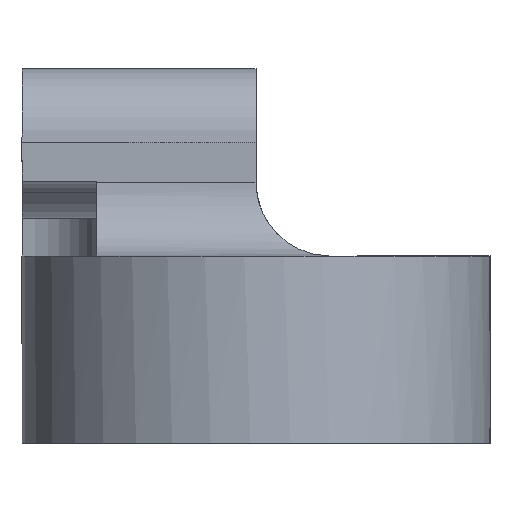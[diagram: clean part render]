
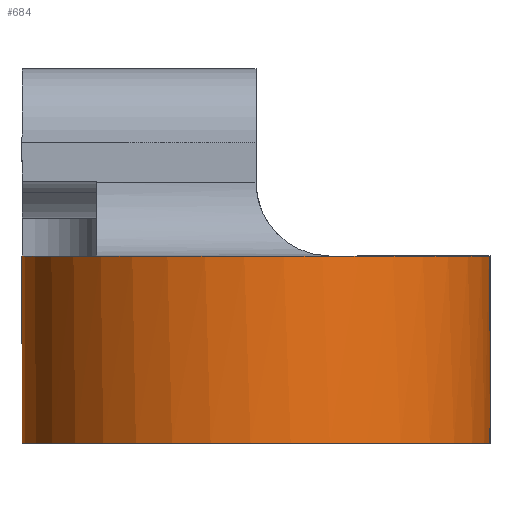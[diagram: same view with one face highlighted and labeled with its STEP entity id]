
A CAD part, front view. The second image highlights one B-rep face of the part: STEP entity #684.
In plain terms, the highlighted cylindrical face has radius 3.175 mm (diameter 6.35 mm), a partial arc.
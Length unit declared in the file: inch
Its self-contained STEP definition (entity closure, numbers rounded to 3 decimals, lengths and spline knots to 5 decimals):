
#3 = CARTESIAN_POINT ( 'NONE',  ( 0., 0., 0. ) ) ;
#41 = DIRECTION ( 'NONE',  ( 0., 0., 1. ) ) ;
#44 = CARTESIAN_POINT ( 'NONE',  ( 0., 0., 0.1 ) ) ;
#92 = CIRCLE ( 'NONE', #369, 0.125 ) ;
#133 = VECTOR ( 'NONE', #41, 39.37008 ) ;
#150 = LINE ( 'NONE', #477, #133 ) ;
#176 = CARTESIAN_POINT ( 'NONE',  ( 0., 0., 0.2 ) ) ;
#192 = AXIS2_PLACEMENT_3D ( 'NONE', #44, #858, #846 ) ;
#194 = CARTESIAN_POINT ( 'NONE',  ( 0.03937, 0.11864, 0.1 ) ) ;
#210 = CARTESIAN_POINT ( 'NONE',  ( 0.03622, 0.11968, 0.1 ) ) ;
#229 = DIRECTION ( 'NONE',  ( 0., 0., -1. ) ) ;
#264 = CIRCLE ( 'NONE', #192, 0.125 ) ;
#268 = VERTEX_POINT ( 'NONE', #1070 ) ;
#296 = ORIENTED_EDGE ( 'NONE', *, *, #407, .T. ) ;
#334 = VERTEX_POINT ( 'NONE', #830 ) ;
#342 = B_SPLINE_CURVE_WITH_KNOTS ( 'NONE', 3,
 ( #749, #761, #210, #935 ),
 .UNSPECIFIED., .F., .F.,
 ( 4, 4 ),
 ( 0., 0.00025 ),
 .UNSPECIFIED. ) ;
#344 = DIRECTION ( 'NONE',  ( -1., 0., 0. ) ) ;
#369 = AXIS2_PLACEMENT_3D ( 'NONE', #3, #979, #516 ) ;
#377 = EDGE_CURVE ( 'NONE', #416, #764, #342, .T. ) ;
#407 = EDGE_CURVE ( 'NONE', #268, #416, #150, .T. ) ;
#416 = VERTEX_POINT ( 'NONE', #931 ) ;
#464 = EDGE_CURVE ( 'NONE', #334, #489, #1088, .T. ) ;
#477 = CARTESIAN_POINT ( 'NONE',  ( 0.02994, 0.12136, 0.2 ) ) ;
#480 = CARTESIAN_POINT ( 'NONE',  ( -0.125, 0., 0.2 ) ) ;
#485 = FACE_OUTER_BOUND ( 'NONE', #994, .T. ) ;
#489 = VERTEX_POINT ( 'NONE', #947 ) ;
#516 = DIRECTION ( 'NONE',  ( 1., 0., 0. ) ) ;
#571 = CYLINDRICAL_SURFACE ( 'NONE', #800, 0.125 ) ;
#644 = EDGE_CURVE ( 'NONE', #489, #268, #92, .T. ) ;
#684 = ADVANCED_FACE ( 'NONE', ( #485 ), #571, .T. ) ;
#719 = ORIENTED_EDGE ( 'NONE', *, *, #464, .T. ) ;
#749 = CARTESIAN_POINT ( 'NONE',  ( 0.02994, 0.12136, 0.10115 ) ) ;
#761 = CARTESIAN_POINT ( 'NONE',  ( 0.03307, 0.12059, 0.10037 ) ) ;
#764 = VERTEX_POINT ( 'NONE', #194 ) ;
#777 = ORIENTED_EDGE ( 'NONE', *, *, #377, .T. ) ;
#800 = AXIS2_PLACEMENT_3D ( 'NONE', #176, #801, #344 ) ;
#801 = DIRECTION ( 'NONE',  ( 0., 0., -1. ) ) ;
#830 = CARTESIAN_POINT ( 'NONE',  ( -0.125, 0., 0.1 ) ) ;
#846 = DIRECTION ( 'NONE',  ( 1., 0., 0. ) ) ;
#858 = DIRECTION ( 'NONE',  ( 0., 0., 1. ) ) ;
#926 = ORIENTED_EDGE ( 'NONE', *, *, #644, .T. ) ;
#931 = CARTESIAN_POINT ( 'NONE',  ( 0.02994, 0.12136, 0.10115 ) ) ;
#935 = CARTESIAN_POINT ( 'NONE',  ( 0.03937, 0.11864, 0.1 ) ) ;
#941 = ORIENTED_EDGE ( 'NONE', *, *, #973, .F. ) ;
#947 = CARTESIAN_POINT ( 'NONE',  ( -0.125, 0., 0. ) ) ;
#973 = EDGE_CURVE ( 'NONE', #334, #764, #264, .T. ) ;
#979 = DIRECTION ( 'NONE',  ( 0., 0., 1. ) ) ;
#994 = EDGE_LOOP ( 'NONE', ( #926, #296, #777, #941, #719 ) ) ;
#1060 = VECTOR ( 'NONE', #229, 39.37008 ) ;
#1070 = CARTESIAN_POINT ( 'NONE',  ( 0.02994, 0.12136, 0. ) ) ;
#1088 = LINE ( 'NONE', #480, #1060 ) ;
